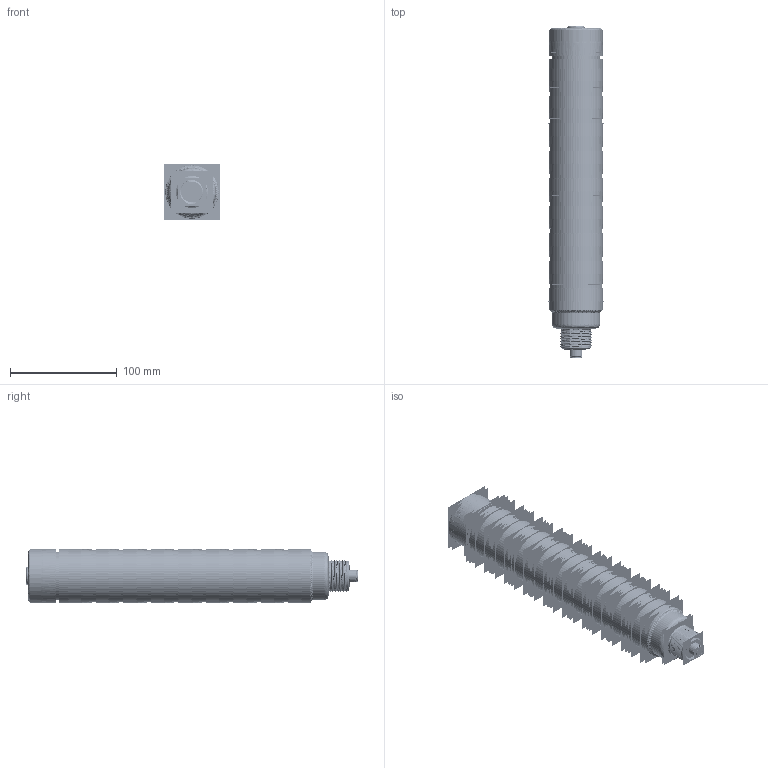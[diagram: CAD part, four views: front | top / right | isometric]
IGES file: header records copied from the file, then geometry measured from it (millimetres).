
Start section:  PTC IGES file: 205844.igs
Global section: file name: 205844.igs; native system: Creo Parametric by PTC Inc.; preprocessor: 2016260; author: pdmadmin; organization: Unknown; date: 20180427.134336; units: millimetre
Bounding box: 52.04 x 311.08 x 52 mm (x, y, z)
Volume: 180550.8 mm3; surface area: 1936088.5 mm2
Topology: 23 solids, 23 shells, 7516 faces, 38052 edges, 47779 vertices
Faces by surface type: bspline 4132, revolution 3384
